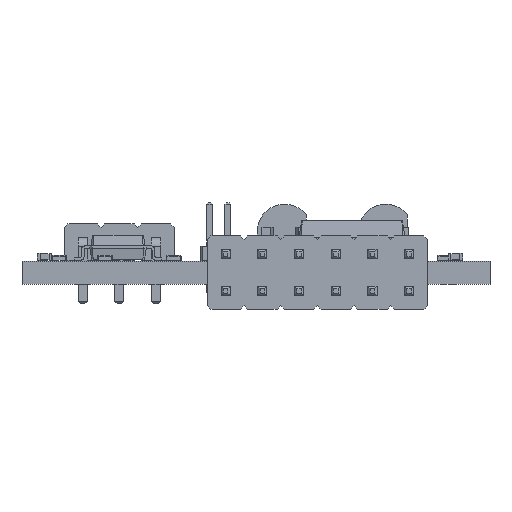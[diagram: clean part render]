
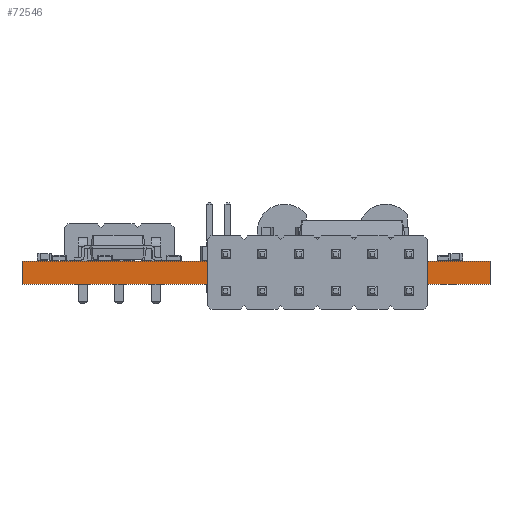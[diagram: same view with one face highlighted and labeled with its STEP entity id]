
A CAD part, front view. The second image highlights one B-rep face of the part: STEP entity #72546.
In plain terms, the highlighted planar face has unit normal (0, -1, 0).
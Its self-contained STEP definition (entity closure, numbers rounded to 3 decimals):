
#72546 = ADVANCED_FACE('',(#72547),#72561,.T.);
#72547 = FACE_BOUND('',#72548,.T.);
#72548 = EDGE_LOOP('',(#72549,#72584,#72612,#72640));
#72549 = ORIENTED_EDGE('',*,*,#72550,.T.);
#72550 = EDGE_CURVE('',#72551,#72553,#72555,.T.);
#72551 = VERTEX_POINT('',#72552);
#72552 = CARTESIAN_POINT('',(16.2,-18.3,0.));
#72553 = VERTEX_POINT('',#72554);
#72554 = CARTESIAN_POINT('',(16.2,-18.3,1.6));
#72555 = SURFACE_CURVE('',#72556,(#72560,#72572),.PCURVE_S1.);
#72556 = LINE('',#72557,#72558);
#72557 = CARTESIAN_POINT('',(16.2,-18.3,0.));
#72558 = VECTOR('',#72559,1.);
#72559 = DIRECTION('',(0.,0.,1.));
#72560 = PCURVE('',#72561,#72566);
#72561 = PLANE('',#72562);
#72562 = AXIS2_PLACEMENT_3D('',#72563,#72564,#72565);
#72563 = CARTESIAN_POINT('',(16.2,-18.3,0.));
#72564 = DIRECTION('',(0.,-1.,0.));
#72565 = DIRECTION('',(-1.,0.,0.));
#72566 = DEFINITIONAL_REPRESENTATION('',(#72567),#72571);
#72567 = LINE('',#72568,#72569);
#72568 = CARTESIAN_POINT('',(0.,-0.));
#72569 = VECTOR('',#72570,1.);
#72570 = DIRECTION('',(0.,-1.));
#72571 = ( GEOMETRIC_REPRESENTATION_CONTEXT(2) 
PARAMETRIC_REPRESENTATION_CONTEXT() REPRESENTATION_CONTEXT('2D SPACE',''
  ) );
#72572 = PCURVE('',#72573,#72578);
#72573 = PLANE('',#72574);
#72574 = AXIS2_PLACEMENT_3D('',#72575,#72576,#72577);
#72575 = CARTESIAN_POINT('',(16.2,18.3,0.));
#72576 = DIRECTION('',(1.,0.,-0.));
#72577 = DIRECTION('',(0.,-1.,0.));
#72578 = DEFINITIONAL_REPRESENTATION('',(#72579),#72583);
#72579 = LINE('',#72580,#72581);
#72580 = CARTESIAN_POINT('',(36.6,0.));
#72581 = VECTOR('',#72582,1.);
#72582 = DIRECTION('',(0.,-1.));
#72583 = ( GEOMETRIC_REPRESENTATION_CONTEXT(2) 
PARAMETRIC_REPRESENTATION_CONTEXT() REPRESENTATION_CONTEXT('2D SPACE',''
  ) );
#72584 = ORIENTED_EDGE('',*,*,#72585,.T.);
#72585 = EDGE_CURVE('',#72553,#72586,#72588,.T.);
#72586 = VERTEX_POINT('',#72587);
#72587 = CARTESIAN_POINT('',(-16.2,-18.3,1.6));
#72588 = SURFACE_CURVE('',#72589,(#72593,#72600),.PCURVE_S1.);
#72589 = LINE('',#72590,#72591);
#72590 = CARTESIAN_POINT('',(16.2,-18.3,1.6));
#72591 = VECTOR('',#72592,1.);
#72592 = DIRECTION('',(-1.,0.,0.));
#72593 = PCURVE('',#72561,#72594);
#72594 = DEFINITIONAL_REPRESENTATION('',(#72595),#72599);
#72595 = LINE('',#72596,#72597);
#72596 = CARTESIAN_POINT('',(0.,-1.6));
#72597 = VECTOR('',#72598,1.);
#72598 = DIRECTION('',(1.,0.));
#72599 = ( GEOMETRIC_REPRESENTATION_CONTEXT(2) 
PARAMETRIC_REPRESENTATION_CONTEXT() REPRESENTATION_CONTEXT('2D SPACE',''
  ) );
#72600 = PCURVE('',#72601,#72606);
#72601 = PLANE('',#72602);
#72602 = AXIS2_PLACEMENT_3D('',#72603,#72604,#72605);
#72603 = CARTESIAN_POINT('',(0.,0.,1.6)
  );
#72604 = DIRECTION('',(-0.,-0.,-1.));
#72605 = DIRECTION('',(-1.,0.,0.));
#72606 = DEFINITIONAL_REPRESENTATION('',(#72607),#72611);
#72607 = LINE('',#72608,#72609);
#72608 = CARTESIAN_POINT('',(-16.2,-18.3));
#72609 = VECTOR('',#72610,1.);
#72610 = DIRECTION('',(1.,0.));
#72611 = ( GEOMETRIC_REPRESENTATION_CONTEXT(2) 
PARAMETRIC_REPRESENTATION_CONTEXT() REPRESENTATION_CONTEXT('2D SPACE',''
  ) );
#72612 = ORIENTED_EDGE('',*,*,#72613,.F.);
#72613 = EDGE_CURVE('',#72614,#72586,#72616,.T.);
#72614 = VERTEX_POINT('',#72615);
#72615 = CARTESIAN_POINT('',(-16.2,-18.3,0.));
#72616 = SURFACE_CURVE('',#72617,(#72621,#72628),.PCURVE_S1.);
#72617 = LINE('',#72618,#72619);
#72618 = CARTESIAN_POINT('',(-16.2,-18.3,0.));
#72619 = VECTOR('',#72620,1.);
#72620 = DIRECTION('',(0.,0.,1.));
#72621 = PCURVE('',#72561,#72622);
#72622 = DEFINITIONAL_REPRESENTATION('',(#72623),#72627);
#72623 = LINE('',#72624,#72625);
#72624 = CARTESIAN_POINT('',(32.4,0.));
#72625 = VECTOR('',#72626,1.);
#72626 = DIRECTION('',(0.,-1.));
#72627 = ( GEOMETRIC_REPRESENTATION_CONTEXT(2) 
PARAMETRIC_REPRESENTATION_CONTEXT() REPRESENTATION_CONTEXT('2D SPACE',''
  ) );
#72628 = PCURVE('',#72629,#72634);
#72629 = PLANE('',#72630);
#72630 = AXIS2_PLACEMENT_3D('',#72631,#72632,#72633);
#72631 = CARTESIAN_POINT('',(-16.2,-18.3,0.));
#72632 = DIRECTION('',(-1.,0.,0.));
#72633 = DIRECTION('',(0.,1.,0.));
#72634 = DEFINITIONAL_REPRESENTATION('',(#72635),#72639);
#72635 = LINE('',#72636,#72637);
#72636 = CARTESIAN_POINT('',(0.,0.));
#72637 = VECTOR('',#72638,1.);
#72638 = DIRECTION('',(0.,-1.));
#72639 = ( GEOMETRIC_REPRESENTATION_CONTEXT(2) 
PARAMETRIC_REPRESENTATION_CONTEXT() REPRESENTATION_CONTEXT('2D SPACE',''
  ) );
#72640 = ORIENTED_EDGE('',*,*,#72641,.F.);
#72641 = EDGE_CURVE('',#72551,#72614,#72642,.T.);
#72642 = SURFACE_CURVE('',#72643,(#72647,#72654),.PCURVE_S1.);
#72643 = LINE('',#72644,#72645);
#72644 = CARTESIAN_POINT('',(16.2,-18.3,0.));
#72645 = VECTOR('',#72646,1.);
#72646 = DIRECTION('',(-1.,0.,0.));
#72647 = PCURVE('',#72561,#72648);
#72648 = DEFINITIONAL_REPRESENTATION('',(#72649),#72653);
#72649 = LINE('',#72650,#72651);
#72650 = CARTESIAN_POINT('',(0.,-0.));
#72651 = VECTOR('',#72652,1.);
#72652 = DIRECTION('',(1.,0.));
#72653 = ( GEOMETRIC_REPRESENTATION_CONTEXT(2) 
PARAMETRIC_REPRESENTATION_CONTEXT() REPRESENTATION_CONTEXT('2D SPACE',''
  ) );
#72654 = PCURVE('',#72655,#72660);
#72655 = PLANE('',#72656);
#72656 = AXIS2_PLACEMENT_3D('',#72657,#72658,#72659);
#72657 = CARTESIAN_POINT('',(0.,0.,0.));
#72658 = DIRECTION('',(-0.,-0.,-1.));
#72659 = DIRECTION('',(-1.,0.,0.));
#72660 = DEFINITIONAL_REPRESENTATION('',(#72661),#72665);
#72661 = LINE('',#72662,#72663);
#72662 = CARTESIAN_POINT('',(-16.2,-18.3));
#72663 = VECTOR('',#72664,1.);
#72664 = DIRECTION('',(1.,0.));
#72665 = ( GEOMETRIC_REPRESENTATION_CONTEXT(2) 
PARAMETRIC_REPRESENTATION_CONTEXT() REPRESENTATION_CONTEXT('2D SPACE',''
  ) );
